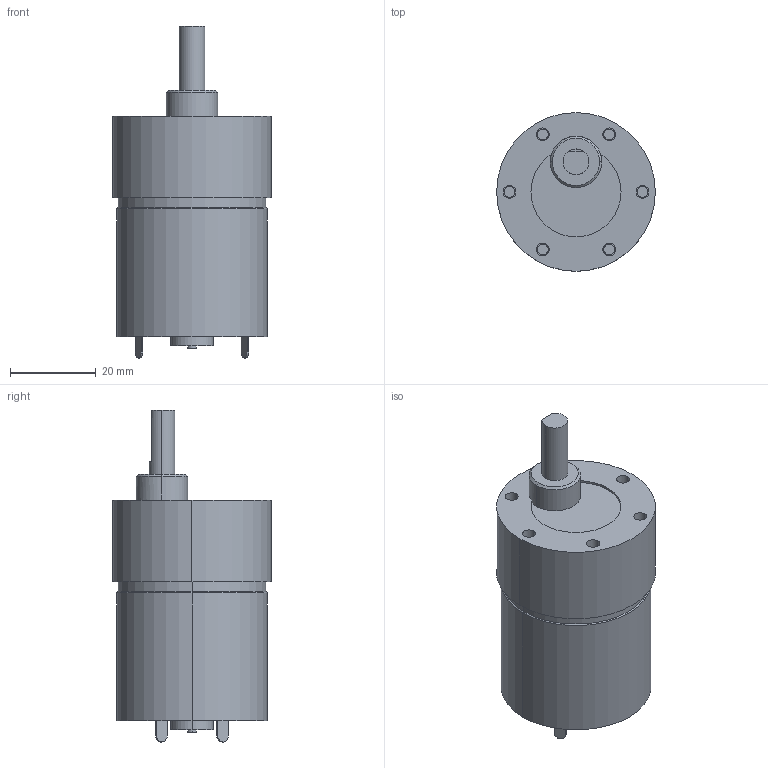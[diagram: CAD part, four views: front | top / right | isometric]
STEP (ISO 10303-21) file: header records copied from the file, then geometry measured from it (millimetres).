
FILE_DESCRIPTION (( 'STEP AP214' ), '1' );
FILE_NAME ('Rb35ss102410.STEP', '2014-12-28T04:57:57', ( 'j' ), ( '' ), 'SwSTEP 2.0', 'SolidWorks 2011', '' );
FILE_SCHEMA (( 'AUTOMOTIVE_DESIGN' ));
Length unit declared in the file: millimetre
Products named in the file (1): Rb35ss102410
Bounding box: 37 x 37 x 77.4 mm (x, y, z)
Volume: 52436 mm3; surface area: 8972.2 mm2
Topology: 1 solids, 1 shells, 79 faces, 168 edges, 110 vertices
Faces by surface type: cylinder 45, plane 30, torus 2, cone 2
Entity records: 2206 total; most frequent: DIRECTION 426, CARTESIAN_POINT 358, ORIENTED_EDGE 336, AXIS2_PLACEMENT_3D 178, EDGE_CURVE 168, VERTEX_POINT 110, CIRCLE 98, EDGE_LOOP 98
